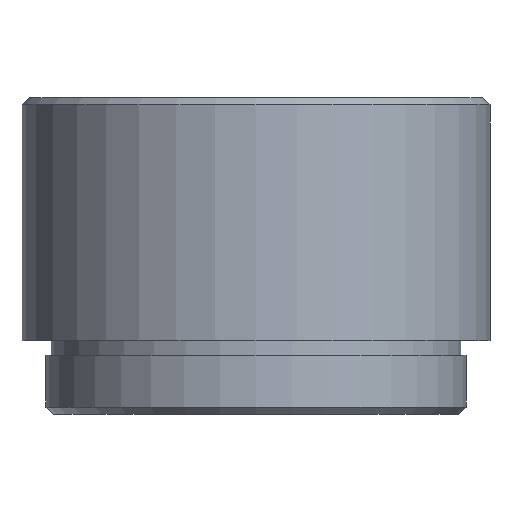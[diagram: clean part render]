
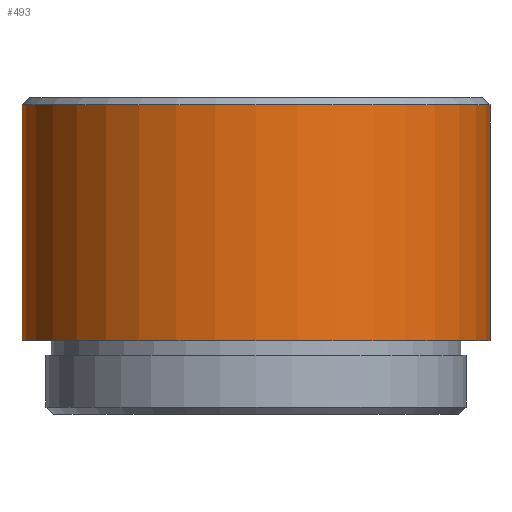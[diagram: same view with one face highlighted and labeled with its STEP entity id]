
A CAD part, front view. The second image highlights one B-rep face of the part: STEP entity #493.
In plain terms, the highlighted cylindrical face has radius 15.878 mm (diameter 31.756 mm), a partial arc.
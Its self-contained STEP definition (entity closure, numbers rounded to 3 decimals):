
#48 = ORIENTED_EDGE ( 'NONE', *, *, #254, .T. ) ;
#51 = CARTESIAN_POINT ( 'NONE',  ( 0., 0., 21.5 ) ) ;
#126 = LINE ( 'NONE', #1346, #1288 ) ;
#154 = CIRCLE ( 'NONE', #452, 15.878 ) ;
#160 = DIRECTION ( 'NONE',  ( 1., 0., 0. ) ) ;
#195 = DIRECTION ( 'NONE',  ( -1., 0., 0. ) ) ;
#205 = EDGE_LOOP ( 'NONE', ( #246, #48, #1135, #1271 ) ) ;
#208 = DIRECTION ( 'NONE',  ( -1., 0., 0. ) ) ;
#236 = VERTEX_POINT ( 'NONE', #690 ) ;
#246 = ORIENTED_EDGE ( 'NONE', *, *, #830, .F. ) ;
#254 = EDGE_CURVE ( 'NONE', #1455, #236, #616, .T. ) ;
#273 = VECTOR ( 'NONE', #1315, 1000. ) ;
#328 = VERTEX_POINT ( 'NONE', #792 ) ;
#378 = CARTESIAN_POINT ( 'NONE',  ( 15.878, 0., 21.5 ) ) ;
#452 = AXIS2_PLACEMENT_3D ( 'NONE', #872, #1426, #208 ) ;
#493 = ADVANCED_FACE ( 'NONE', ( #1115 ), #1093, .T. ) ;
#544 = DIRECTION ( 'NONE',  ( 0., 0., -1. ) ) ;
#616 = CIRCLE ( 'NONE', #808, 15.878 ) ;
#690 = CARTESIAN_POINT ( 'NONE',  ( -15.878, 0., 21. ) ) ;
#792 = CARTESIAN_POINT ( 'NONE',  ( -15.878, 0., 5. ) ) ;
#808 = AXIS2_PLACEMENT_3D ( 'NONE', #1602, #1339, #160 ) ;
#830 = EDGE_CURVE ( 'NONE', #1455, #1024, #1299, .T. ) ;
#872 = CARTESIAN_POINT ( 'NONE',  ( 0., 0., 5. ) ) ;
#1003 = EDGE_CURVE ( 'NONE', #236, #328, #126, .T. ) ;
#1024 = VERTEX_POINT ( 'NONE', #1202 ) ;
#1093 = CYLINDRICAL_SURFACE ( 'NONE', #1617, 15.878 ) ;
#1115 = FACE_OUTER_BOUND ( 'NONE', #205, .T. ) ;
#1135 = ORIENTED_EDGE ( 'NONE', *, *, #1003, .T. ) ;
#1180 = CARTESIAN_POINT ( 'NONE',  ( 15.878, 0., 21. ) ) ;
#1202 = CARTESIAN_POINT ( 'NONE',  ( 15.878, 0., 5. ) ) ;
#1271 = ORIENTED_EDGE ( 'NONE', *, *, #1652, .F. ) ;
#1288 = VECTOR ( 'NONE', #544, 1000. ) ;
#1299 = LINE ( 'NONE', #378, #273 ) ;
#1315 = DIRECTION ( 'NONE',  ( 0., 0., -1. ) ) ;
#1339 = DIRECTION ( 'NONE',  ( 0., 0., -1. ) ) ;
#1346 = CARTESIAN_POINT ( 'NONE',  ( -15.878, 0., 21.5 ) ) ;
#1396 = DIRECTION ( 'NONE',  ( 0., 0., -1. ) ) ;
#1426 = DIRECTION ( 'NONE',  ( 0., 0., -1. ) ) ;
#1455 = VERTEX_POINT ( 'NONE', #1180 ) ;
#1602 = CARTESIAN_POINT ( 'NONE',  ( 0., 0., 21. ) ) ;
#1617 = AXIS2_PLACEMENT_3D ( 'NONE', #51, #1396, #195 ) ;
#1652 = EDGE_CURVE ( 'NONE', #1024, #328, #154, .T. ) ;
